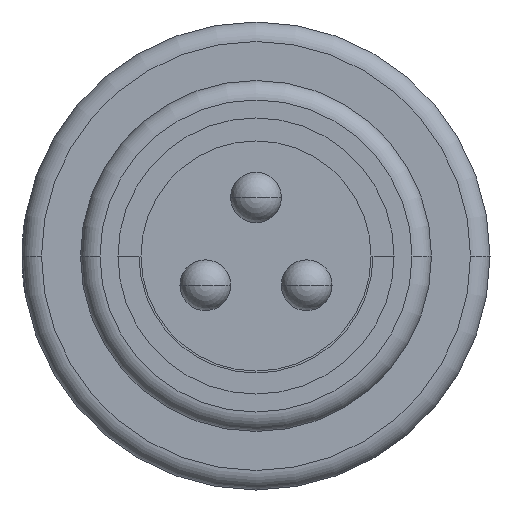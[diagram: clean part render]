
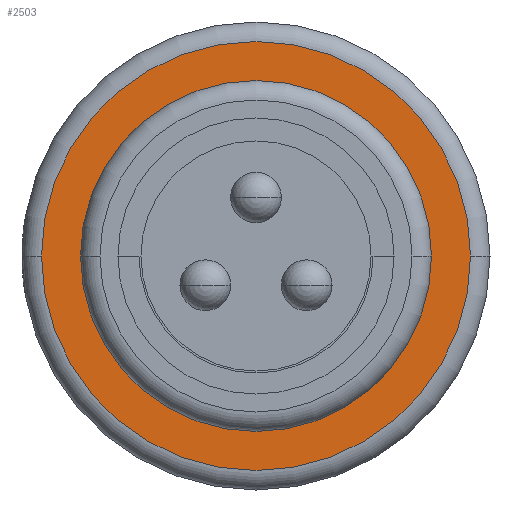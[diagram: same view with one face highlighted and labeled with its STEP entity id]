
A CAD part, left-side view. The second image highlights one B-rep face of the part: STEP entity #2503.
In plain terms, the highlighted planar face has unit normal (-1, 0, 0).
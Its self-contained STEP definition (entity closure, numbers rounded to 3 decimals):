
#232=CARTESIAN_POINT('',(-2.4,0.,0.));
#233=DIRECTION('',(-1.,0.,0.));
#234=DIRECTION('',(0.,1.,0.));
#235=AXIS2_PLACEMENT_3D('',#232,#233,#234);
#255=CARTESIAN_POINT('',(-2.4,0.,0.));
#256=DIRECTION('',(1.,0.,0.));
#257=DIRECTION('',(0.,1.,0.));
#258=AXIS2_PLACEMENT_3D('',#255,#256,#257);
#263=CARTESIAN_POINT('',(-2.4,0.,0.));
#264=DIRECTION('',(-1.,0.,0.));
#265=DIRECTION('',(0.,-1.,0.));
#266=AXIS2_PLACEMENT_3D('',#263,#264,#265);
#271=CARTESIAN_POINT('',(-2.4,0.,0.));
#272=DIRECTION('',(-1.,0.,0.));
#273=DIRECTION('',(0.,1.,0.));
#274=AXIS2_PLACEMENT_3D('',#271,#272,#273);
#2131=CARTESIAN_POINT('',(-2.4,4.5,0.));
#2132=CARTESIAN_POINT('',(-2.4,-4.5,0.));
#2133=VERTEX_POINT('',#2131);
#2134=VERTEX_POINT('',#2132);
#2243=CARTESIAN_POINT('',(-2.4,-5.5,0.));
#2244=CARTESIAN_POINT('',(-2.4,5.5,0.));
#2245=VERTEX_POINT('',#2243);
#2246=VERTEX_POINT('',#2244);
#2488=CARTESIAN_POINT('',(-2.4,0.,0.));
#2489=DIRECTION('',(1.,0.,0.));
#2490=DIRECTION('',(0.,-1.,0.));
#2491=AXIS2_PLACEMENT_3D('',#2488,#2489,#2490);
#2492=PLANE('',#2491);
#2494=ORIENTED_EDGE('',*,*,#2493,.F.);
#2496=ORIENTED_EDGE('',*,*,#2495,.F.);
#2497=EDGE_LOOP('',(#2494,#2496));
#2498=FACE_OUTER_BOUND('',#2497,.F.);
#2499=ORIENTED_EDGE('',*,*,#2482,.F.);
#2500=ORIENTED_EDGE('',*,*,#2468,.T.);
#2501=EDGE_LOOP('',(#2499,#2500));
#2502=FACE_BOUND('',#2501,.F.);
#236=CIRCLE('',#235,4.5);
#259=CIRCLE('',#258,4.5);
#267=CIRCLE('',#266,5.5);
#275=CIRCLE('',#274,5.5);
#2468=EDGE_CURVE('',#2133,#2134,#236,.T.);
#2482=EDGE_CURVE('',#2133,#2134,#259,.T.);
#2493=EDGE_CURVE('',#2245,#2246,#267,.T.);
#2495=EDGE_CURVE('',#2246,#2245,#275,.T.);
#2503=ADVANCED_FACE('',(#2498,#2502),#2492,.F.);
